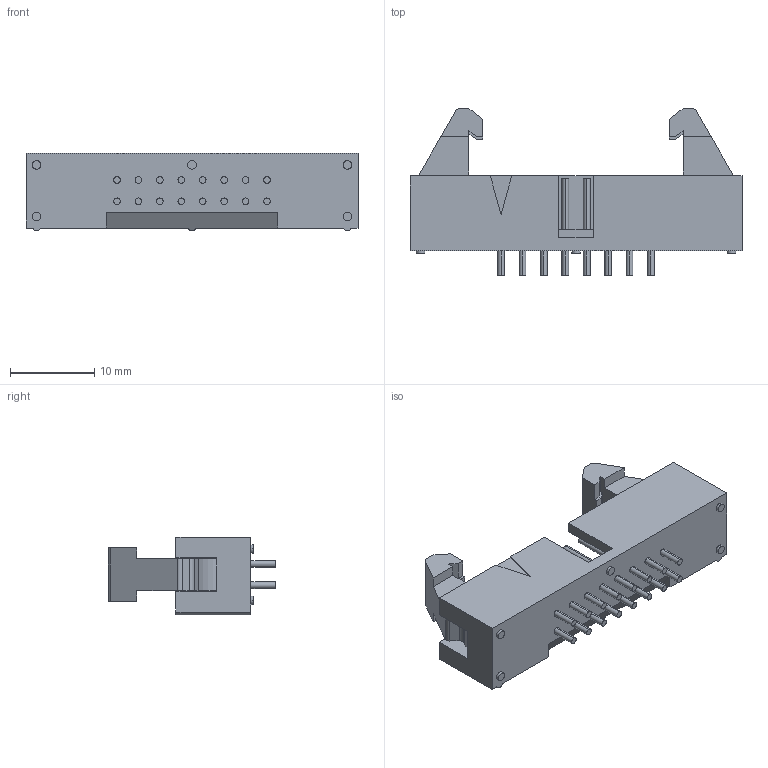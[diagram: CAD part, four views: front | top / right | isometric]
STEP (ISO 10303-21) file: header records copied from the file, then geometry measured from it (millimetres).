
FILE_DESCRIPTION((''),'2;1');
FILE_NAME('C-1761685-06-3-L','2007-09-07T',('workeradm'),('Tyco Electronics Corporation'),'PRO/ENGINEER BY PARAMETRIC TECHNOLOGY CORPORATION, 2005450','PRO/ENGINEER BY PARAMETRIC TECHNOLOGY CORPORATION, 2005450','');
FILE_SCHEMA(('CONFIG_CONTROL_DESIGN', 'GEOMETRIC_VALIDATION_PROPERTIES_MIM'));
Length unit declared in the file: millimetre
Products named in the file (1): C-1761685-06-3-L
Bounding box: 39.37 x 19.81 x 9.22 mm (x, y, z)
Volume: 2333.2 mm3; surface area: 3162.7 mm2
Topology: 1 solids, 1 shells, 227 faces, 552 edges, 368 vertices
Faces by surface type: plane 130, cylinder 97
Entity records: 6845 total; most frequent: DIRECTION 1198, CARTESIAN_POINT 1159, ORIENTED_EDGE 1104, EDGE_CURVE 552, AXIS2_PLACEMENT_3D 420, VERTEX_POINT 368, VECTOR 358, LINE 358
